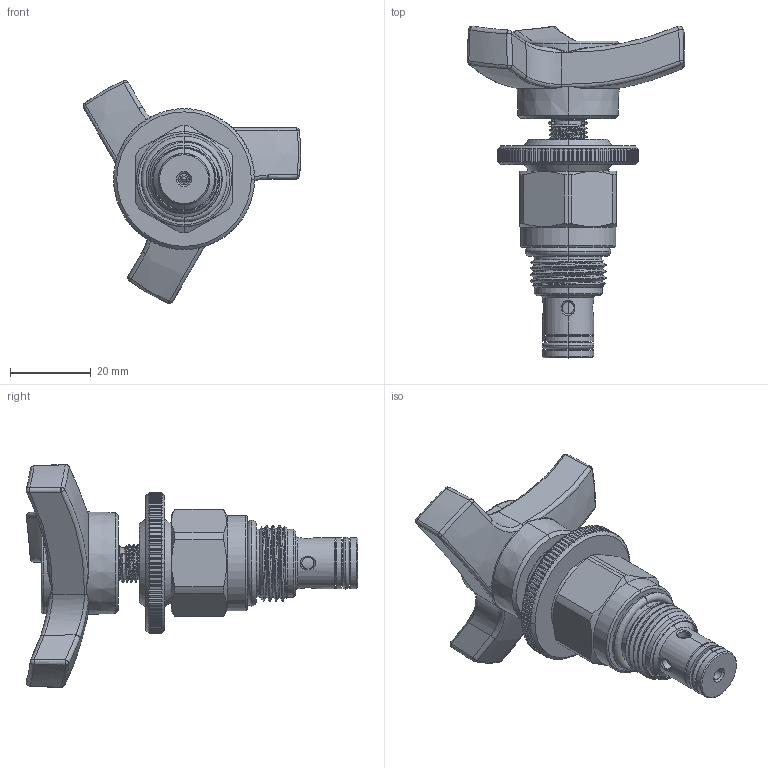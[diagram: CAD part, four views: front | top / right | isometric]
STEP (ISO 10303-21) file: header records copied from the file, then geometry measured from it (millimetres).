
FILE_DESCRIPTION (( 'STEP AP203' ), '1' );
FILE_NAME ('RD08W23-T-A.STEP', '2020-03-23T07:51:01', ( '' ), ( '' ), 'SwSTEP 2.0', 'SolidWorks 2018', '' );
FILE_SCHEMA (( 'CONFIG_CONTROL_DESIGN' ));
Products named in the file (1): RD08W23-T-A
Bounding box: 54.02 x 82.35 x 55.33 mm (x, y, z)
Volume: 35771.2 mm3; surface area: 15674.2 mm2
Topology: 9 solids, 9 shells, 924 faces, 2436 edges, 1539 vertices
Faces by surface type: plane 338, cylinder 243, bspline 158, cone 94, torus 49, sphere 42
Entity records: 95384 total; most frequent: CARTESIAN_POINT 74698, ORIENTED_EDGE 4826, DIRECTION 3708, EDGE_CURVE 2413, VERTEX_POINT 1533, AXIS2_PLACEMENT_3D 1457, EDGE_LOOP 962, FACE_OUTER_BOUND 924
